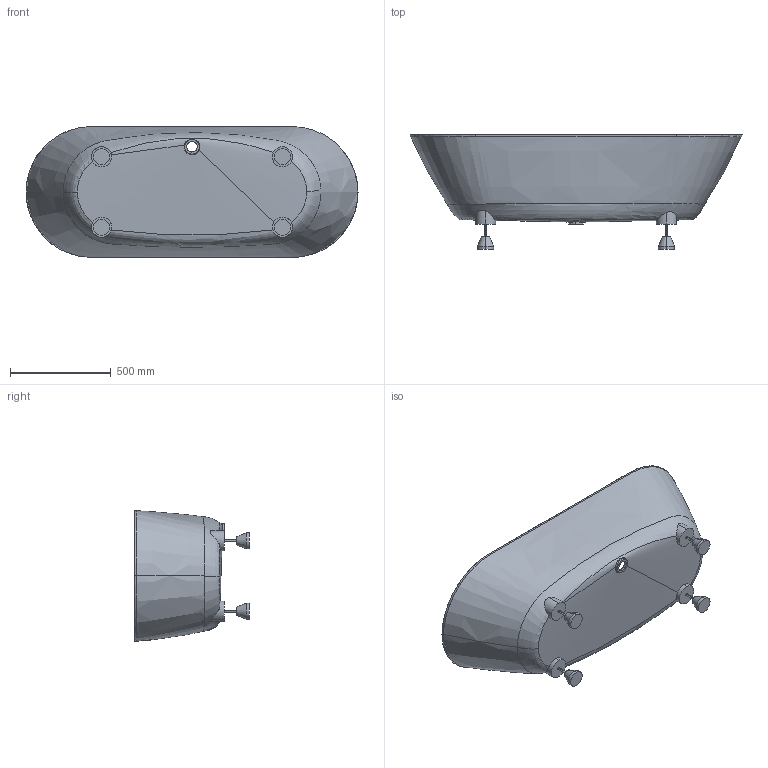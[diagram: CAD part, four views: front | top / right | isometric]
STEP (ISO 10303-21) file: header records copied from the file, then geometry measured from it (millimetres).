
FILE_DESCRIPTION (( 'STEP AP214' ), '1' );
FILE_NAME ('MA-1.STEP', '2018-04-27T10:43:40', ( 'Admin' ), ( '' ), 'SwSTEP 2.0', 'SolidWorks 2017', '' );
FILE_SCHEMA (( 'AUTOMOTIVE_DESIGN' ));
Length unit declared in the file: millimetre
Products named in the file (1): MA-1
Bounding box: 1651.77 x 570 x 650.17 mm (x, y, z)
Volume: 22559360.6 mm3; surface area: 4411429.8 mm2
Topology: 2 solids, 2 shells, 76 faces, 199 edges, 135 vertices
Faces by surface type: cylinder 32, plane 20, bspline 16, cone 8
Entity records: 68314 total; most frequent: CARTESIAN_POINT 66476, ORIENTED_EDGE 398, DIRECTION 334, EDGE_CURVE 199, AXIS2_PLACEMENT_3D 140, VERTEX_POINT 135, EDGE_LOOP 88, CIRCLE 79
